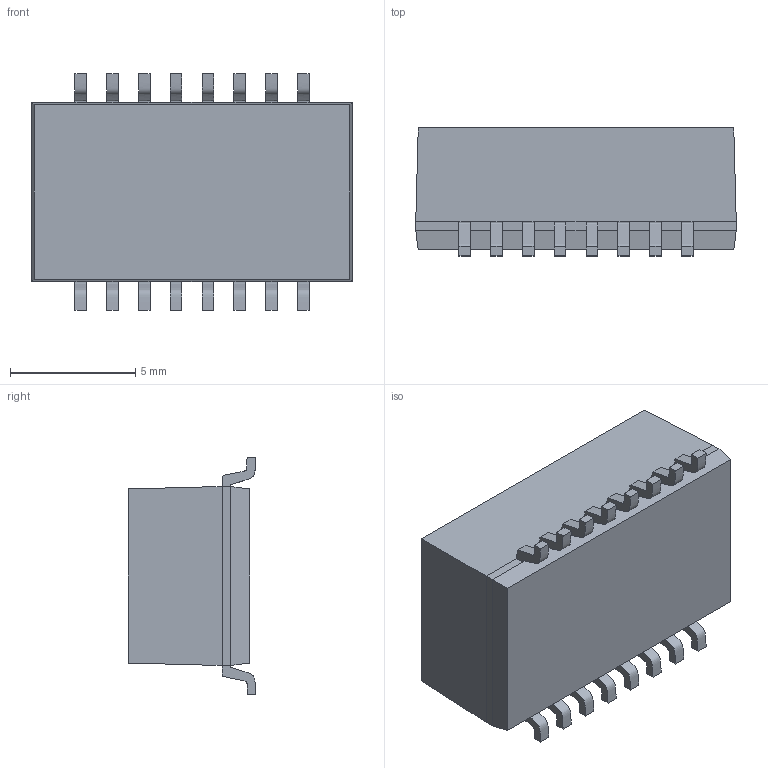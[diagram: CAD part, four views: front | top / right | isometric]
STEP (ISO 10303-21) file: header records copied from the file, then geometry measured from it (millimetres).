
FILE_DESCRIPTION (( 'STEP AP214' ), '1' );
FILE_NAME ('TM1102NL.STEP', '2022-11-04T09:11:48', ( '' ), ( '' ), 'SwSTEP 2.0', 'SolidWorks 2022', '' );
FILE_SCHEMA (( 'AUTOMOTIVE_DESIGN' ));
Length unit declared in the file: millimetre
Products named in the file (1): TM1102NL
Bounding box: 12.8 x 5.1 x 9.45 mm (x, y, z)
Volume: 439.6 mm3; surface area: 417.3 mm2
Topology: 1 solids, 1 shells, 376 faces, 954 edges, 612 vertices
Faces by surface type: plane 264, bspline 110, cylinder 2
Entity records: 18433 total; most frequent: CARTESIAN_POINT 9829, ORIENTED_EDGE 1908, DIRECTION 1272, EDGE_CURVE 954, VECTOR 730, LINE 730, VERTEX_POINT 612, EDGE_LOOP 408
